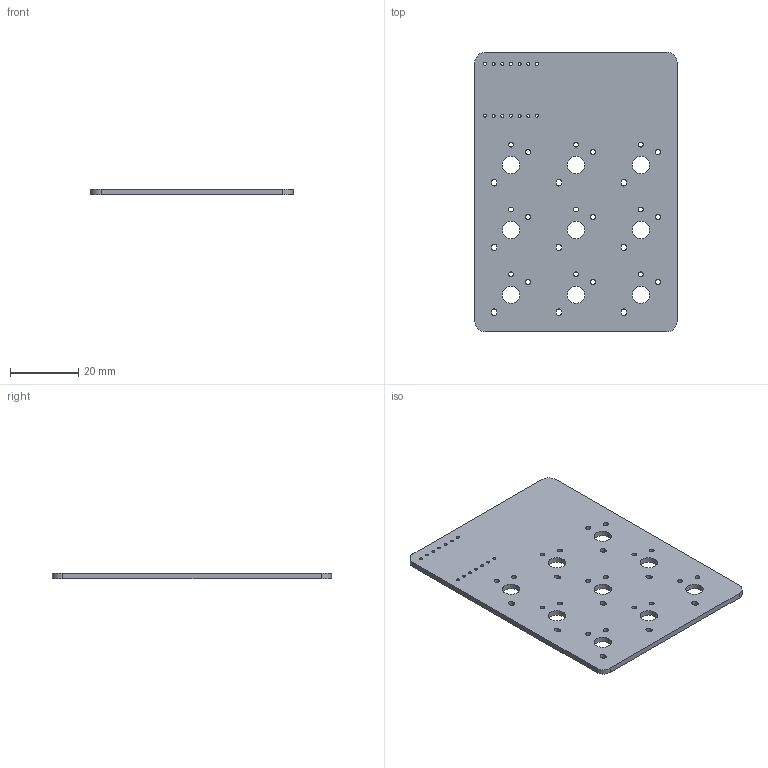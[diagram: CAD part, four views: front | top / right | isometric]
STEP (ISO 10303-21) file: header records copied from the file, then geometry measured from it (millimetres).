
FILE_DESCRIPTION(('KiCad electronic assembly'),'2;1');
FILE_NAME('quant.step','2025-02-14T02:53:02',('Pcbnew'),('Kicad'), 'Open CASCADE STEP processor 7.6','KiCad to STEP converter','Unknown' );
FILE_SCHEMA(('AUTOMOTIVE_DESIGN { 1 0 10303 214 1 1 1 1 }'));
Length unit declared in the file: millimetre
Products named in the file (2): quant 1; quant_PCB
Assembly tree (1 placements, depth 2):
  quant 1
    quant_PCB
Bounding box: 59.4 x 82 x 1.6 mm (x, y, z)
Volume: 7389.1 mm3; surface area: 10187.3 mm2
Topology: 1 solids, 1 shells, 90 faces, 264 edges, 176 vertices
Faces by surface type: cylinder 63, plane 27
Full cylindrical faces by diameter (mm): 0.889 x14, 1.45 x18, 5.1 x9
Entity records: 3291 total; most frequent: DIRECTION 574, CARTESIAN_POINT 532, ORIENTED_EDGE 528, EDGE_CURVE 264, AXIS2_PLACEMENT_3D 218, FACE_BOUND 190, EDGE_LOOP 190, VERTEX_POINT 176
